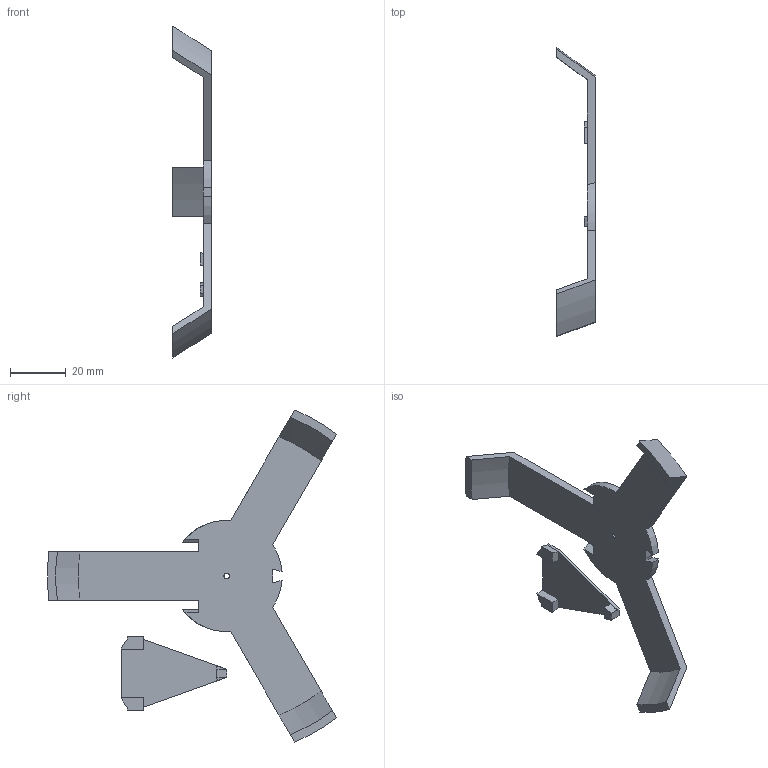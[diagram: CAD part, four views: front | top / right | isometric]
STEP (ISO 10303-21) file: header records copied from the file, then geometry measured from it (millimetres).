
FILE_DESCRIPTION(/* description */ (''),/* implementation_level */ '2;1');
FILE_NAME(/* name */ 'd1b5678e-ad0b-49de-b259-ea139766b616.stp',/* time_stamp */ '2019-05-29T15:19:39+00:00',/* author */ (''),/* organization */ (''),/* preprocessor_version */ 'ST-DEVELOPER v18',/* originating_system */ 'Autodesk Translation Framework v8.2.0.1029',/* authorisation */ '');
FILE_SCHEMA (('AUTOMOTIVE_DESIGN { 1 0 10303 214 3 1 1 }'));
Length unit declared in the file: millimetre
Products named in the file (4): Encoder; Encoder Mounts v3; MagnetMount; SlidingCover
Assembly tree (3 placements, depth 3):
  Encoder
    Encoder Mounts v3
      MagnetMount
      SlidingCover
Bounding box: 14 x 103.94 x 119.41 mm (x, y, z)
Volume: 11646.4 mm3; surface area: 10513.3 mm2
Topology: 4 solids, 4 shells, 83 faces, 207 edges, 130 vertices
Faces by surface type: plane 66, cylinder 11, cone 6
Full cylindrical faces by diameter (mm): 2 x1, 6.3 x1
Entity records: 2531 total; most frequent: CARTESIAN_POINT 451, ORIENTED_EDGE 414, DIRECTION 414, EDGE_CURVE 207, LINE 156, VECTOR 156, VERTEX_POINT 130, AXIS2_PLACEMENT_3D 129
